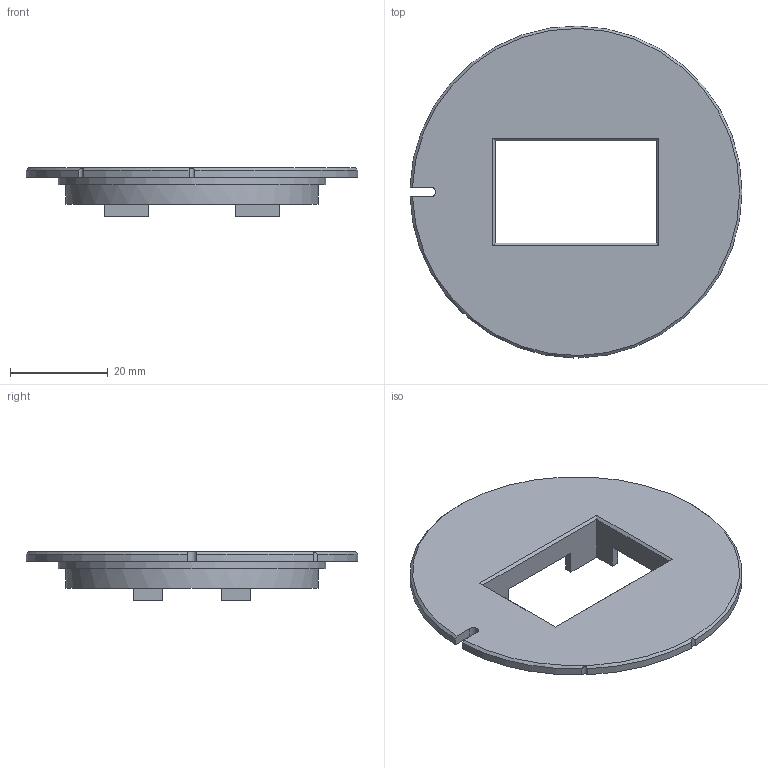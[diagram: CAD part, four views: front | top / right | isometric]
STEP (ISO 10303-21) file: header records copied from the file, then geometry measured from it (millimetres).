
FILE_DESCRIPTION(('HOOPS Exchange Step'),'2;1');
FILE_NAME('temp_export','2023-06-13T19:31:58-04:00',('gmoua'),('Shapr3D Limited'),'HOOPS Exchange 2022.2','Shapr3D','Authorized');
FILE_SCHEMA( ('AUTOMOTIVE_DESIGN { 1 0 10303 214 1 1 1 1 }') );
Length unit declared in the file: millimetre
Products named in the file (1): Z Mount Checker
Bounding box: 67.99 x 67.99 x 10 mm (x, y, z)
Volume: 11844.8 mm3; surface area: 8595.4 mm2
Topology: 1 solids, 1 shells, 46 faces, 121 edges, 80 vertices
Faces by surface type: plane 35, cylinder 10, cone 1
Full cylindrical faces by diameter (mm): 48 x1, 51.8 x1, 54.8 x1
Entity records: 1508 total; most frequent: CARTESIAN_POINT 302, ORIENTED_EDGE 242, DIRECTION 232, EDGE_CURVE 121, VECTOR 96, LINE 96, VERTEX_POINT 80, AXIS2_PLACEMENT_3D 68
